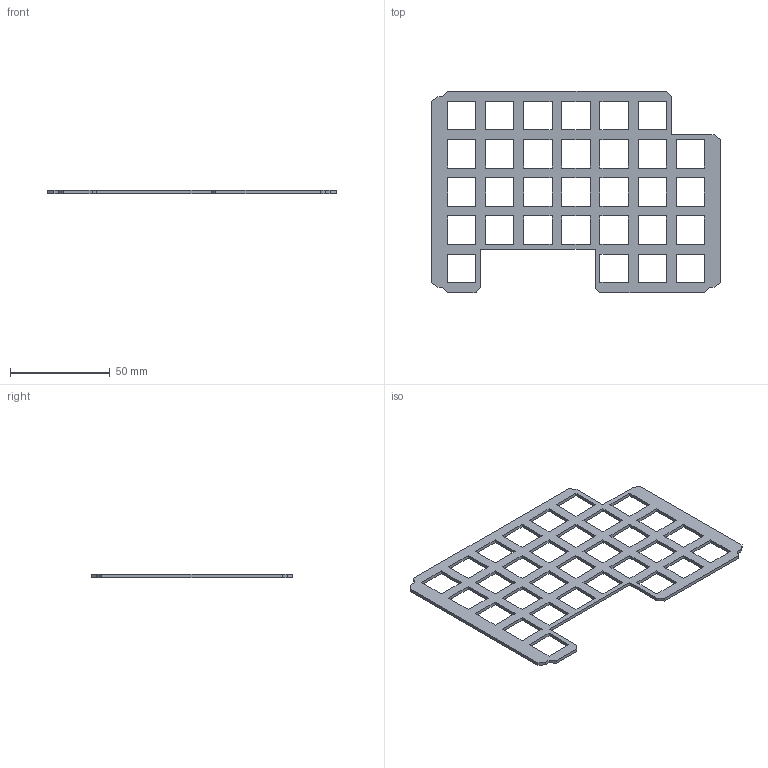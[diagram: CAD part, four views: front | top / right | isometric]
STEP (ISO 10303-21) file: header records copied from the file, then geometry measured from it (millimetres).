
FILE_DESCRIPTION(('KiCad electronic assembly'),'2;1');
FILE_NAME('keybaord.step','2025-04-23T23:24:30',('Pcbnew'),('Kicad'), 'Open CASCADE STEP processor 7.8','KiCad to STEP converter','Unknown' );
FILE_SCHEMA(('AUTOMOTIVE_DESIGN { 1 0 10303 214 1 1 1 1 }'));
Length unit declared in the file: millimetre
Products named in the file (2): keybaord 1; symphonie6_right_PCB
Assembly tree (1 placements, depth 2):
  keybaord 1
    symphonie6_right_PCB
Bounding box: 144.38 x 101.01 x 1.6 mm (x, y, z)
Volume: 10472.6 mm3; surface area: 16718.8 mm2
Topology: 1 solids, 1 shells, 149 faces, 441 edges, 294 vertices
Faces by surface type: plane 149
Entity records: 5036 total; most frequent: CARTESIAN_POINT 886, ORIENTED_EDGE 882, DIRECTION 743, EDGE_CURVE 441, LINE 441, VECTOR 441, VERTEX_POINT 294, FACE_BOUND 211
